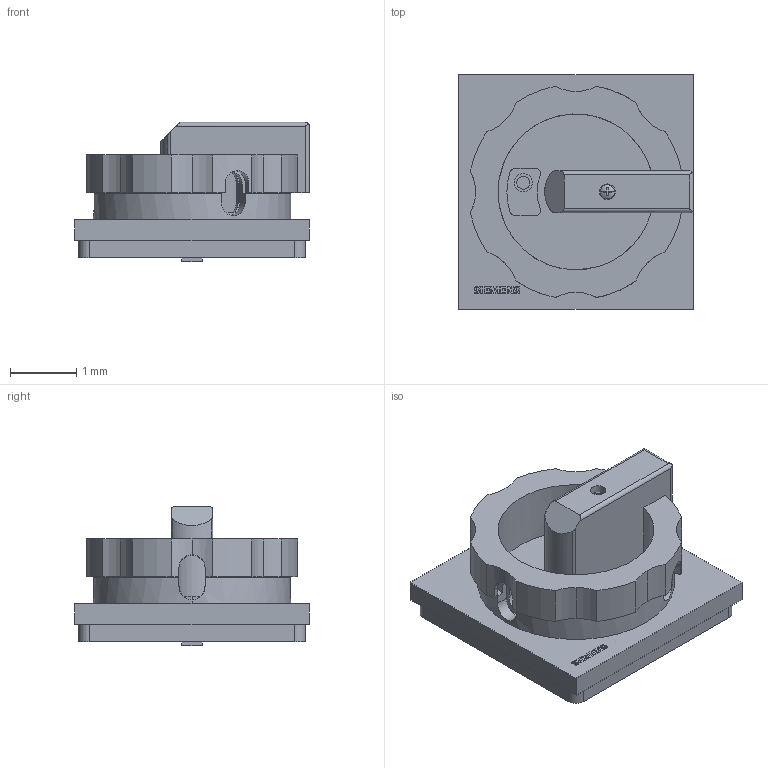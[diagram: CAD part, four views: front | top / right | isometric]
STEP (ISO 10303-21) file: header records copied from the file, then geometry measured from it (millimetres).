
FILE_DESCRIPTION(('STEP AP214'),'1');
FILE_NAME('cctmp_B0FF78DF-2F1D-4D7A-8242-8FF17A2CFB78_2023_04_14_05_29_15_0665..stp','2023-04-14T03:29:16',('SIEMENS A&D'),('CADClick - www.CADClick.com'),'Spatial InterOp 3D postprocessed',' ','unknown authorization');
FILE_SCHEMA(('AUTOMOTIVE_DESIGN'));
Length unit declared in the file: millimetre
Products named in the file (1): 2023_04_14_05_29_15_0649
Bounding box: 3.54 x 3.54 x 2.1 mm (x, y, z)
Volume: 11 mm3; surface area: 90.2 mm2
Topology: 1 solids, 2 shells, 164 faces, 553 edges, 397 vertices
Faces by surface type: plane 80, cylinder 78, sphere 2, torus 2, cone 2
Entity records: 6912 total; most frequent: CARTESIAN_POINT 1374, ORIENTED_EDGE 1102, DIRECTION 1032, EDGE_CURVE 551, VERTEX_POINT 397, AXIS2_PLACEMENT_3D 361, LINE 310, VECTOR 310
